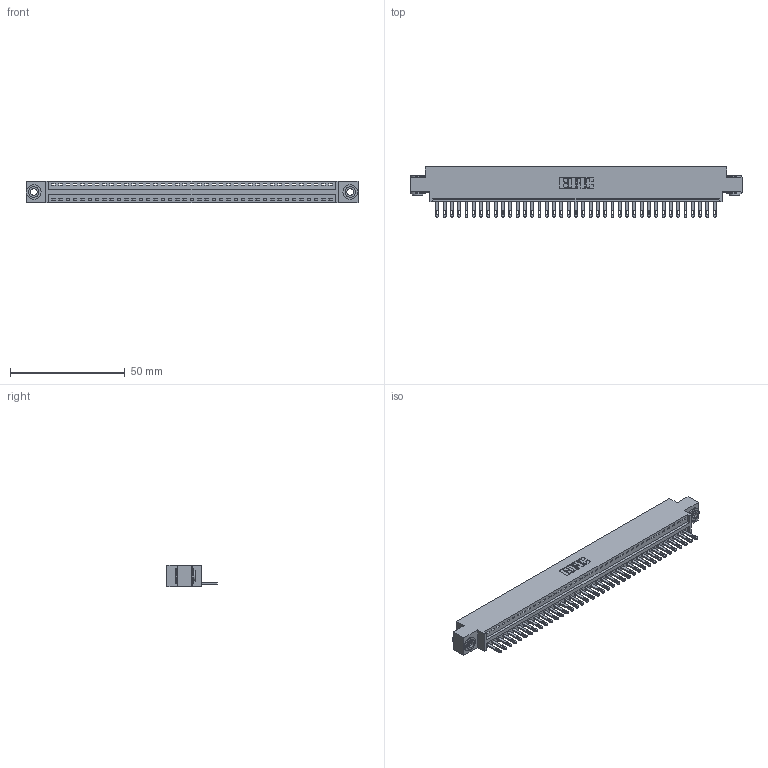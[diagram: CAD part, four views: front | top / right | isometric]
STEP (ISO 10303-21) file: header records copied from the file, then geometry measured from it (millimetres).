
FILE_DESCRIPTION (( 'STEP AP203' ), '1' );
FILE_NAME ('896-039-500-603.STEP', '2021-07-27T20:55:54', ( '' ), ( '' ), 'SwSTEP 2.0', 'SolidWorks 2020', '' );
FILE_SCHEMA (( 'CONFIG_CONTROL_DESIGN' ));
Length unit declared in the file: inch
Products named in the file (4): 345-250-002_345-250-002-102; 846 Part_0.170 Offset - 0.156 Dia-TH; 345-292-001_345-293-100; 896-039-500-603
Assembly tree (42 placements, depth 2):
  896-039-500-603
    846 Part_0.170 Offset - 0.156 Dia-TH
    345-292-001_345-293-100  x39
    345-250-002_345-250-002-102  x2
Bounding box: 144.4 x 21.84 x 9.4 mm (x, y, z)
Volume: 13690.4 mm3; surface area: 17549.3 mm2
Topology: 42 solids, 42 shells, 2270 faces, 6969 edges, 4642 vertices
Faces by surface type: plane 1416, cylinder 846, cone 8
Entity records: 25320 total; most frequent: CARTESIAN_POINT 4320, ORIENTED_EDGE 4286, DIRECTION 3847, EDGE_CURVE 2143, VECTOR 1827, LINE 1827, VERTEX_POINT 1426, AXIS2_PLACEMENT_3D 1010
